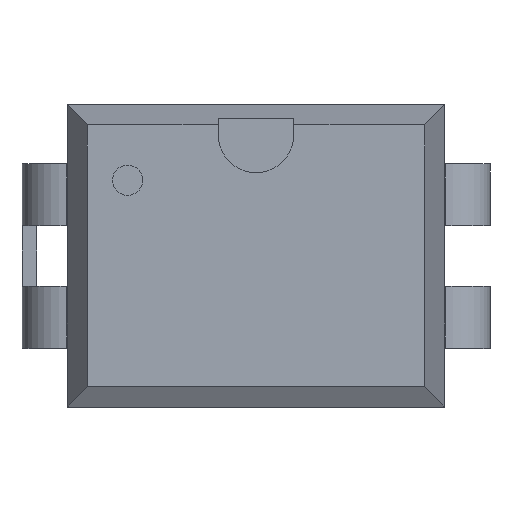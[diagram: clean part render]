
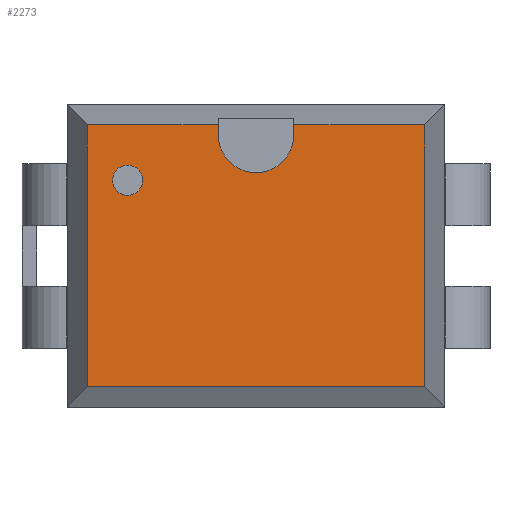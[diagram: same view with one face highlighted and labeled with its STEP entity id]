
A CAD part, top view. The second image highlights one B-rep face of the part: STEP entity #2273.
In plain terms, the highlighted planar face has unit normal (0, 0, 1).
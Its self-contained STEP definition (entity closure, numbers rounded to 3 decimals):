
#1853=CARTESIAN_POINT('',(-2.159,1.016,4.57));
#1854=VERTEX_POINT('',#1853);
#1870=CARTESIAN_POINT('',(-2.159,1.524,4.57));
#1871=VERTEX_POINT('',#1870);
#1878=CARTESIAN_POINT('',(-2.159,1.27,4.57));
#1879=DIRECTION('',(0.0,0.0,-1.0));
#1880=DIRECTION('',(0.0,-1.0,0.0));
#1881=AXIS2_PLACEMENT_3D('',#1878,#1879,#1880);
#1882=CIRCLE('',#1881,0.254);
#1883=EDGE_CURVE('',#1854,#1871,#1882,.T.);
#1935=CARTESIAN_POINT('',(0.635,2.032,4.57));
#1936=VERTEX_POINT('',#1935);
#1943=CARTESIAN_POINT('',(0.635,2.201,4.57));
#1944=VERTEX_POINT('',#1943);
#1945=CARTESIAN_POINT('',(0.635,2.032,4.57));
#1946=DIRECTION('',(0.0,1.0,0.0));
#1947=VECTOR('',#1946,0.169);
#1948=LINE('',#1945,#1947);
#1949=EDGE_CURVE('',#1944,#1936,#1948,.F.);
#1966=CARTESIAN_POINT('',(-0.635,2.032,4.57));
#1967=VERTEX_POINT('',#1966);
#1974=CARTESIAN_POINT('',(0.,2.032,4.57));
#1975=DIRECTION('',(0.0,0.0,-1.0));
#1976=DIRECTION('',(0.0,-1.0,0.0));
#1977=AXIS2_PLACEMENT_3D('',#1974,#1975,#1976);
#1978=CIRCLE('',#1977,0.635);
#1979=EDGE_CURVE('',#1936,#1967,#1978,.T.);
#1990=CARTESIAN_POINT('',(-0.635,2.201,4.57));
#1991=VERTEX_POINT('',#1990);
#1998=CARTESIAN_POINT('',(-0.635,2.201,4.57));
#1999=DIRECTION('',(0.0,-1.0,0.0));
#2000=VECTOR('',#1999,0.169);
#2001=LINE('',#1998,#2000);
#2002=EDGE_CURVE('',#1967,#1991,#2001,.F.);
#2016=CARTESIAN_POINT('',(2.836,2.201,4.57));
#2017=VERTEX_POINT('',#2016);
#2018=CARTESIAN_POINT('',(2.836,2.201,4.57));
#2019=DIRECTION('',(-1.0,0.0,0.0));
#2020=VECTOR('',#2019,2.201);
#2021=LINE('',#2018,#2020);
#2022=EDGE_CURVE('',#1944,#2017,#2021,.F.);
#2040=CARTESIAN_POINT('',(-2.836,2.201,4.57));
#2041=VERTEX_POINT('',#2040);
#2048=CARTESIAN_POINT('',(-0.635,2.201,4.57));
#2049=DIRECTION('',(-1.0,0.0,0.0));
#2050=VECTOR('',#2049,2.201);
#2051=LINE('',#2048,#2050);
#2052=EDGE_CURVE('',#2041,#1991,#2051,.F.);
#2064=CARTESIAN_POINT('',(-2.159,1.27,4.57));
#2065=DIRECTION('',(0.0,0.0,-1.0));
#2066=DIRECTION('',(0.0,-1.0,0.0));
#2067=AXIS2_PLACEMENT_3D('',#2064,#2065,#2066);
#2068=CIRCLE('',#2067,0.254);
#2069=EDGE_CURVE('',#1871,#1854,#2068,.T.);
#2217=CARTESIAN_POINT('',(2.836,-2.201,4.57));
#2218=VERTEX_POINT('',#2217);
#2219=CARTESIAN_POINT('',(2.836,-2.201,4.57));
#2220=DIRECTION('',(0.0,1.0,0.0));
#2221=VECTOR('',#2220,4.402);
#2222=LINE('',#2219,#2221);
#2223=EDGE_CURVE('',#2218,#2017,#2222,.T.);
#2242=CARTESIAN_POINT('',(2.667,-7.62,4.57));
#2243=DIRECTION('',(0.0,0.0,1.0));
#2244=DIRECTION('',(0.0,-1.0,0.0));
#2245=AXIS2_PLACEMENT_3D('',#2242,#2243,#2244);
#2246=PLANE('',#2245);
#2247=CARTESIAN_POINT('',(-2.836,-2.201,4.57));
#2248=VERTEX_POINT('',#2247);
#2249=CARTESIAN_POINT('',(-2.836,2.201,4.57));
#2250=DIRECTION('',(0.0,-1.0,0.0));
#2251=VECTOR('',#2250,4.402);
#2252=LINE('',#2249,#2251);
#2253=EDGE_CURVE('',#2248,#2041,#2252,.F.);
#2254=ORIENTED_EDGE('',*,*,#2253,.F.);
#2255=CARTESIAN_POINT('',(-2.836,-2.201,4.57));
#2256=DIRECTION('',(1.0,0.0,0.0));
#2257=VECTOR('',#2256,5.672);
#2258=LINE('',#2255,#2257);
#2259=EDGE_CURVE('',#2218,#2248,#2258,.F.);
#2260=ORIENTED_EDGE('',*,*,#2259,.F.);
#2261=ORIENTED_EDGE('',*,*,#2223,.T.);
#2262=ORIENTED_EDGE('',*,*,#2022,.F.);
#2263=ORIENTED_EDGE('',*,*,#1949,.T.);
#2264=ORIENTED_EDGE('',*,*,#1979,.T.);
#2265=ORIENTED_EDGE('',*,*,#2002,.T.);
#2266=ORIENTED_EDGE('',*,*,#2052,.F.);
#2267=EDGE_LOOP('',(#2254,#2260,#2261,#2262,#2263,#2264,#2265,#2266));
#2268=FACE_OUTER_BOUND('',#2267,.T.);
#2269=ORIENTED_EDGE('',*,*,#1883,.T.);
#2270=ORIENTED_EDGE('',*,*,#2069,.T.);
#2271=EDGE_LOOP('',(#2269,#2270));
#2272=FACE_BOUND('',#2271,.T.);
#2273=ADVANCED_FACE('',(#2268,#2272),#2246,.T.);
